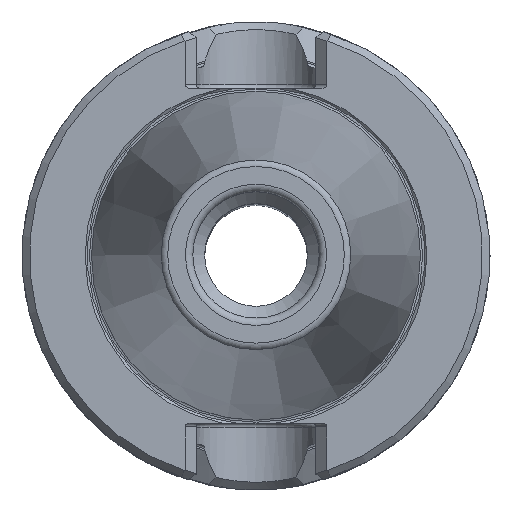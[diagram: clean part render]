
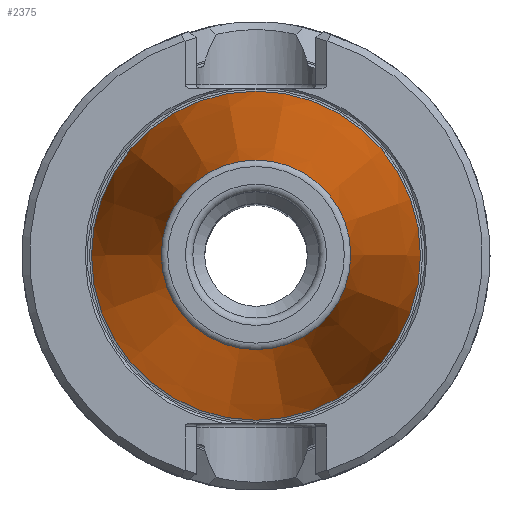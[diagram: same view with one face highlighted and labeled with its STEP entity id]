
A CAD part, top view. The second image highlights one B-rep face of the part: STEP entity #2375.
In plain terms, the highlighted conical face has half-angle 8.297 degrees and reference radius 12.396 mm.
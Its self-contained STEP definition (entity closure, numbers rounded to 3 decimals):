
#262=CONICAL_SURFACE('',#2543,12.396,0.145);
#369=ORIENTED_EDGE('',*,*,#742,.T.);
#370=ORIENTED_EDGE('',*,*,#741,.F.);
#741=EDGE_CURVE('',#950,#950,#1105,.F.);
#742=EDGE_CURVE('',#951,#951,#1106,.F.);
#950=VERTEX_POINT('',#3269);
#951=VERTEX_POINT('',#3272);
#1105=CIRCLE('',#2542,12.763);
#1106=CIRCLE('',#2544,22.149);
#1242=EDGE_LOOP('',(#369));
#1243=EDGE_LOOP('',(#370));
#1416=FACE_BOUND('',#1242,.T.);
#1417=FACE_BOUND('',#1243,.T.);
#2375=ADVANCED_FACE('',(#1416,#1417),#262,.T.);
#2542=AXIS2_PLACEMENT_3D('',#3268,#2846,#2847);
#2543=AXIS2_PLACEMENT_3D('',#3270,#2848,#2849);
#2544=AXIS2_PLACEMENT_3D('',#3271,#2850,#2851);
#2846=DIRECTION('',(0.,0.,-1.));
#2847=DIRECTION('',(-1.,0.,0.));
#2848=DIRECTION('',(0.,0.,-1.));
#2849=DIRECTION('',(-1.,0.,0.));
#2850=DIRECTION('',(0.,0.,-1.));
#2851=DIRECTION('',(-1.,0.,0.));
#3268=CARTESIAN_POINT('',(0.,0.,64.886));
#3269=CARTESIAN_POINT('',(-12.763,0.,64.886));
#3270=CARTESIAN_POINT('',(0.,0.,67.4));
#3271=CARTESIAN_POINT('',(0.,0.,0.524));
#3272=CARTESIAN_POINT('',(-22.149,0.,0.524));
